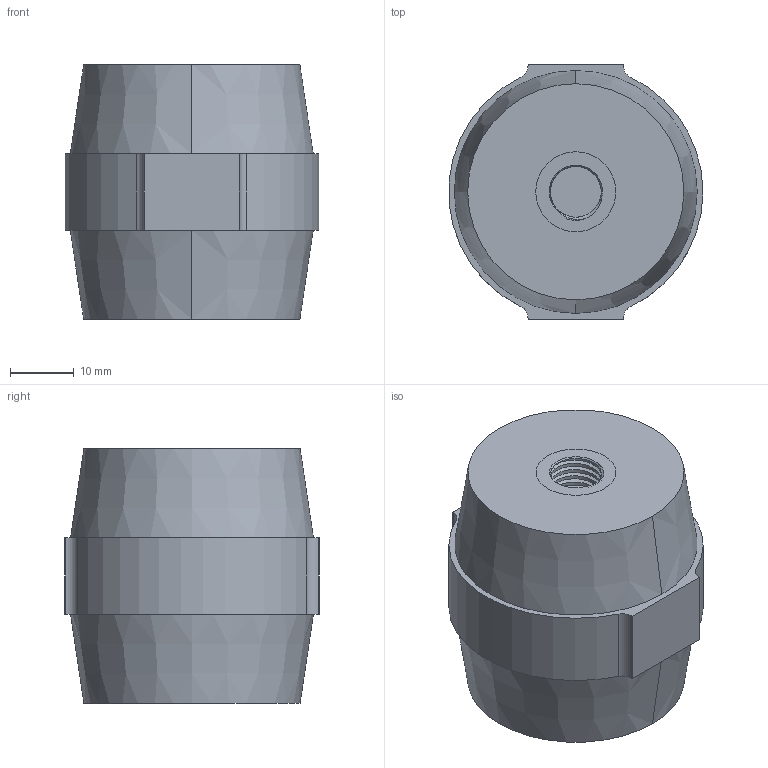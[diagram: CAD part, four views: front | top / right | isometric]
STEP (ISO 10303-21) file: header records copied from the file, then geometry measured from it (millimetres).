
FILE_DESCRIPTION (( 'STEP AP203' ), '1' );
FILE_NAME ('Èçîëÿòîðû øèííûå SM - 40 áî÷åíîê áåç áîëòà EKF PROxima.STEP', '2016-11-02T19:47:30', ( '' ), ( '' ), 'SwSTEP 2.0', 'SolidWorks 2014', '' );
FILE_SCHEMA (( 'CONFIG_CONTROL_DESIGN' ));
Length unit declared in the file: millimetre
Products named in the file (3): Èçîëÿòîðû øèííûå SM - 40 áî÷åíîê áåç áîëòà EKF PROxima; Ì8õ12; Èçîëÿòîðû øèííûå SM-40 áî÷åíîê EKF PROxima
Assembly tree (3 placements, depth 2):
  Èçîëÿòîðû øèííûå SM - 40 áî÷åíîê áåç áîëòà EKF PROxima
    Èçîëÿòîðû øèííûå SM-40 áî÷åíîê EKF PROxima
    Ì8õ12  x2
Bounding box: 39.93 x 40 x 40 mm (x, y, z)
Volume: 42589.6 mm3; surface area: 9665.2 mm2
Topology: 3 solids, 3 shells, 349 faces, 985 edges, 650 vertices
Faces by surface type: plane 204, cone 78, cylinder 63, bspline 4
Entity records: 8281 total; most frequent: CARTESIAN_POINT 3073, ORIENTED_EDGE 1076, DIRECTION 978, EDGE_CURVE 538, VERTEX_POINT 354, AXIS2_PLACEMENT_3D 336, LINE 306, VECTOR 306
